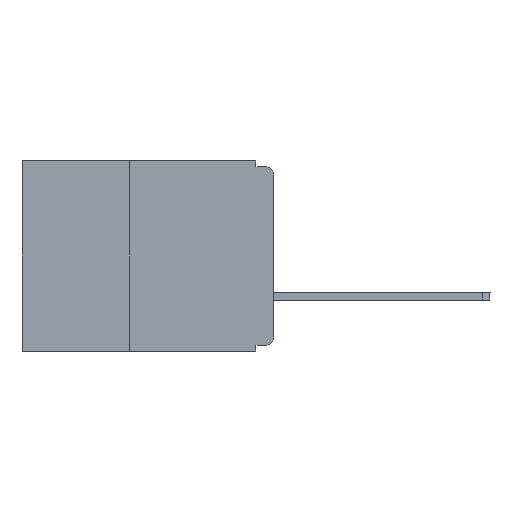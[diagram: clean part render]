
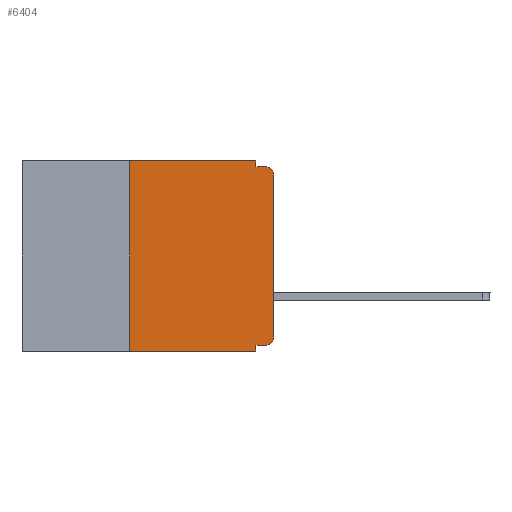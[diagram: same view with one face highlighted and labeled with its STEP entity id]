
A CAD part, left-side view. The second image highlights one B-rep face of the part: STEP entity #6404.
In plain terms, the highlighted planar face has unit normal (-1, 0, 0).
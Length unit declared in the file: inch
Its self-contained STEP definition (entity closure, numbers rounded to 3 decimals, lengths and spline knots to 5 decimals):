
#12 = EDGE_CURVE ( 'NONE', #8708, #12554, #3484, .T. ) ;
#109 = AXIS2_PLACEMENT_3D ( 'NONE', #14079, #11728, #4590 ) ;
#721 = LINE ( 'NONE', #3180, #2191 ) ;
#813 = CARTESIAN_POINT ( 'NONE',  ( 0., 0., -0.01 ) ) ;
#1091 = ORIENTED_EDGE ( 'NONE', *, *, #5329, .T. ) ;
#1110 = VECTOR ( 'NONE', #6610, 39.37008 ) ;
#1148 = LINE ( 'NONE', #12229, #4012 ) ;
#1550 = VERTEX_POINT ( 'NONE', #1766 ) ;
#1625 = LINE ( 'NONE', #9994, #1110 ) ;
#1626 = ORIENTED_EDGE ( 'NONE', *, *, #12, .T. ) ;
#1766 = CARTESIAN_POINT ( 'NONE',  ( 0., 0.25, -0.33 ) ) ;
#1786 = DIRECTION ( 'NONE',  ( 1., 0., 0. ) ) ;
#2098 = CARTESIAN_POINT ( 'NONE',  ( 0., 0.031, 0. ) ) ;
#2131 = EDGE_CURVE ( 'NONE', #1550, #13385, #1625, .T. ) ;
#2191 = VECTOR ( 'NONE', #3132, 39.37008 ) ;
#2463 = VECTOR ( 'NONE', #3165, 39.37008 ) ;
#2607 = LINE ( 'NONE', #3989, #14298 ) ;
#3028 = ORIENTED_EDGE ( 'NONE', *, *, #8396, .F. ) ;
#3132 = DIRECTION ( 'NONE',  ( 0., 0., -1. ) ) ;
#3165 = DIRECTION ( 'NONE',  ( 0., 0., 1. ) ) ;
#3180 = CARTESIAN_POINT ( 'NONE',  ( 0., 0.031, 0. ) ) ;
#3194 = VERTEX_POINT ( 'NONE', #10833 ) ;
#3484 = CIRCLE ( 'NONE', #6080, 0.015 ) ;
#3657 = CARTESIAN_POINT ( 'NONE',  ( 0., 0.015, -0.32 ) ) ;
#3659 = CARTESIAN_POINT ( 'NONE',  ( 0., 0., -0.025 ) ) ;
#3710 = LINE ( 'NONE', #12164, #2463 ) ;
#3989 = CARTESIAN_POINT ( 'NONE',  ( 0., 0.437, 0. ) ) ;
#4012 = VECTOR ( 'NONE', #5143, 39.37008 ) ;
#4040 = CARTESIAN_POINT ( 'NONE',  ( 0., 0.031, -0.32 ) ) ;
#4102 = CARTESIAN_POINT ( 'NONE',  ( 0., 0.015, -0.025 ) ) ;
#4213 = LINE ( 'NONE', #11307, #11754 ) ;
#4423 = EDGE_CURVE ( 'NONE', #12036, #8708, #3710, .T. ) ;
#4590 = DIRECTION ( 'NONE',  ( 0., 0., -1. ) ) ;
#4725 = CARTESIAN_POINT ( 'NONE',  ( 0., 0.031, -0.33 ) ) ;
#5143 = DIRECTION ( 'NONE',  ( 0., 0., 1. ) ) ;
#5325 = DIRECTION ( 'NONE',  ( 0., 0., -1. ) ) ;
#5329 = EDGE_CURVE ( 'NONE', #8131, #12036, #8441, .T. ) ;
#6080 = AXIS2_PLACEMENT_3D ( 'NONE', #4102, #6431, #11190 ) ;
#6388 = VERTEX_POINT ( 'NONE', #6474 ) ;
#6404 = ADVANCED_FACE ( 'NONE', ( #6639 ), #10111, .F. ) ;
#6431 = DIRECTION ( 'NONE',  ( -1., 0., 0. ) ) ;
#6474 = CARTESIAN_POINT ( 'NONE',  ( 0., 0.031, -0.01 ) ) ;
#6610 = DIRECTION ( 'NONE',  ( 0., -1., 0. ) ) ;
#6639 = FACE_OUTER_BOUND ( 'NONE', #14256, .T. ) ;
#6888 = VERTEX_POINT ( 'NONE', #4040 ) ;
#7745 = DIRECTION ( 'NONE',  ( 0., 0., -1. ) ) ;
#8131 = VERTEX_POINT ( 'NONE', #3657 ) ;
#8146 = LINE ( 'NONE', #14162, #13845 ) ;
#8396 = EDGE_CURVE ( 'NONE', #6888, #13385, #4213, .T. ) ;
#8441 = CIRCLE ( 'NONE', #109, 0.015 ) ;
#8708 = VERTEX_POINT ( 'NONE', #3659 ) ;
#8963 = EDGE_CURVE ( 'NONE', #6388, #12554, #10263, .T. ) ;
#9023 = DIRECTION ( 'NONE',  ( 0., -1., 0. ) ) ;
#9084 = VERTEX_POINT ( 'NONE', #2098 ) ;
#9227 = ORIENTED_EDGE ( 'NONE', *, *, #12884, .F. ) ;
#9458 = DIRECTION ( 'NONE',  ( 0., 1., 0. ) ) ;
#9994 = CARTESIAN_POINT ( 'NONE',  ( 0., 0.437, -0.33 ) ) ;
#10031 = ORIENTED_EDGE ( 'NONE', *, *, #4423, .T. ) ;
#10062 = CARTESIAN_POINT ( 'NONE',  ( 0., 0.437, 0. ) ) ;
#10111 = PLANE ( 'NONE',  #11955 ) ;
#10263 = LINE ( 'NONE', #813, #12990 ) ;
#10499 = CARTESIAN_POINT ( 'NONE',  ( 0., 0.015, -0.01 ) ) ;
#10833 = CARTESIAN_POINT ( 'NONE',  ( 0., 0.25, 0. ) ) ;
#11190 = DIRECTION ( 'NONE',  ( 0., 0., -1. ) ) ;
#11307 = CARTESIAN_POINT ( 'NONE',  ( 0., 0.031, -0.33 ) ) ;
#11364 = EDGE_CURVE ( 'NONE', #8131, #6888, #8146, .T. ) ;
#11728 = DIRECTION ( 'NONE',  ( -1., 0., 0. ) ) ;
#11754 = VECTOR ( 'NONE', #7745, 39.37008 ) ;
#11955 = AXIS2_PLACEMENT_3D ( 'NONE', #10062, #1786, #5325 ) ;
#12036 = VERTEX_POINT ( 'NONE', #14386 ) ;
#12164 = CARTESIAN_POINT ( 'NONE',  ( 0., 0., 0. ) ) ;
#12229 = CARTESIAN_POINT ( 'NONE',  ( 0., 0.25, -0.33 ) ) ;
#12266 = EDGE_CURVE ( 'NONE', #3194, #9084, #2607, .T. ) ;
#12554 = VERTEX_POINT ( 'NONE', #10499 ) ;
#12884 = EDGE_CURVE ( 'NONE', #1550, #3194, #1148, .T. ) ;
#12990 = VECTOR ( 'NONE', #9023, 39.37008 ) ;
#13301 = DIRECTION ( 'NONE',  ( 0., -1., 0. ) ) ;
#13385 = VERTEX_POINT ( 'NONE', #4725 ) ;
#13669 = ORIENTED_EDGE ( 'NONE', *, *, #14373, .F. ) ;
#13845 = VECTOR ( 'NONE', #9458, 39.37008 ) ;
#14079 = CARTESIAN_POINT ( 'NONE',  ( 0., 0.015, -0.305 ) ) ;
#14162 = CARTESIAN_POINT ( 'NONE',  ( 0., 0., -0.32 ) ) ;
#14256 = EDGE_LOOP ( 'NONE', ( #10031, #1626, #14815, #13669, #15050, #9227, #14830, #3028, #14852, #1091 ) ) ;
#14298 = VECTOR ( 'NONE', #13301, 39.37008 ) ;
#14373 = EDGE_CURVE ( 'NONE', #9084, #6388, #721, .T. ) ;
#14386 = CARTESIAN_POINT ( 'NONE',  ( 0., 0., -0.305 ) ) ;
#14815 = ORIENTED_EDGE ( 'NONE', *, *, #8963, .F. ) ;
#14830 = ORIENTED_EDGE ( 'NONE', *, *, #2131, .T. ) ;
#14852 = ORIENTED_EDGE ( 'NONE', *, *, #11364, .F. ) ;
#15050 = ORIENTED_EDGE ( 'NONE', *, *, #12266, .F. ) ;
